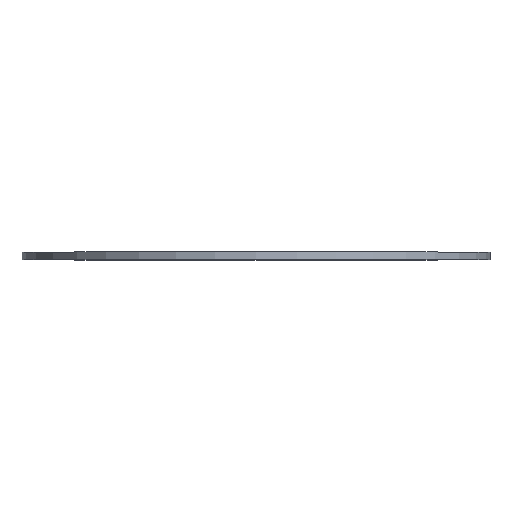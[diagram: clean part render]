
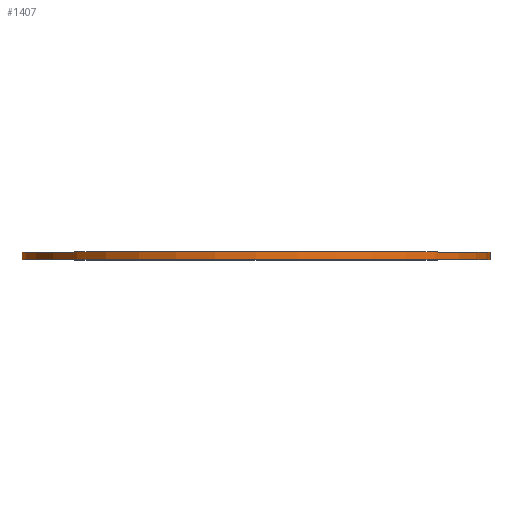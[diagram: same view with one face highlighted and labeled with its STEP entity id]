
A CAD part, top view. The second image highlights one B-rep face of the part: STEP entity #1407.
In plain terms, the highlighted cylindrical face has radius 50 mm (diameter 100 mm), a full revolution.
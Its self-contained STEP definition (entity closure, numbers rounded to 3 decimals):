
#141=FACE_OUTER_BOUND('',#238,.T.);
#238=EDGE_LOOP('',(#1296,#1297,#1298,#1299));
#361=LINE('',#2392,#484);
#484=VECTOR('',#1987,50.);
#505=CIRCLE('',#1461,50.);
#538=CIRCLE('',#1505,50.);
#603=VERTEX_POINT('',#2104);
#658=VERTEX_POINT('',#2237);
#753=EDGE_CURVE('',#603,#603,#505,.T.);
#820=EDGE_CURVE('',#658,#658,#538,.T.);
#897=EDGE_CURVE('',#658,#603,#361,.T.);
#1296=ORIENTED_EDGE('',*,*,#820,.F.);
#1297=ORIENTED_EDGE('',*,*,#897,.T.);
#1298=ORIENTED_EDGE('',*,*,#753,.T.);
#1299=ORIENTED_EDGE('',*,*,#897,.F.);
#1338=CYLINDRICAL_SURFACE('',#1568,50.);
#1407=ADVANCED_FACE('',(#141),#1338,.T.);
#1461=AXIS2_PLACEMENT_3D('',#2105,#1685,#1686);
#1505=AXIS2_PLACEMENT_3D('',#2238,#1807,#1808);
#1568=AXIS2_PLACEMENT_3D('',#2391,#1985,#1986);
#1685=DIRECTION('center_axis',(0.,1.,0.));
#1686=DIRECTION('ref_axis',(1.,0.,0.));
#1807=DIRECTION('center_axis',(0.,1.,0.));
#1808=DIRECTION('ref_axis',(1.,0.,0.));
#1985=DIRECTION('center_axis',(0.,1.,0.));
#1986=DIRECTION('ref_axis',(1.,0.,0.));
#1987=DIRECTION('',(0.,-1.,0.));
#2104=CARTESIAN_POINT('',(-50.,0.,0.));
#2105=CARTESIAN_POINT('Origin',(0.,0.,0.));
#2237=CARTESIAN_POINT('',(-50.,1.6,0.));
#2238=CARTESIAN_POINT('Origin',(0.,1.6,0.));
#2391=CARTESIAN_POINT('Origin',(0.,0.,0.));
#2392=CARTESIAN_POINT('',(-50.,0.,0.));
